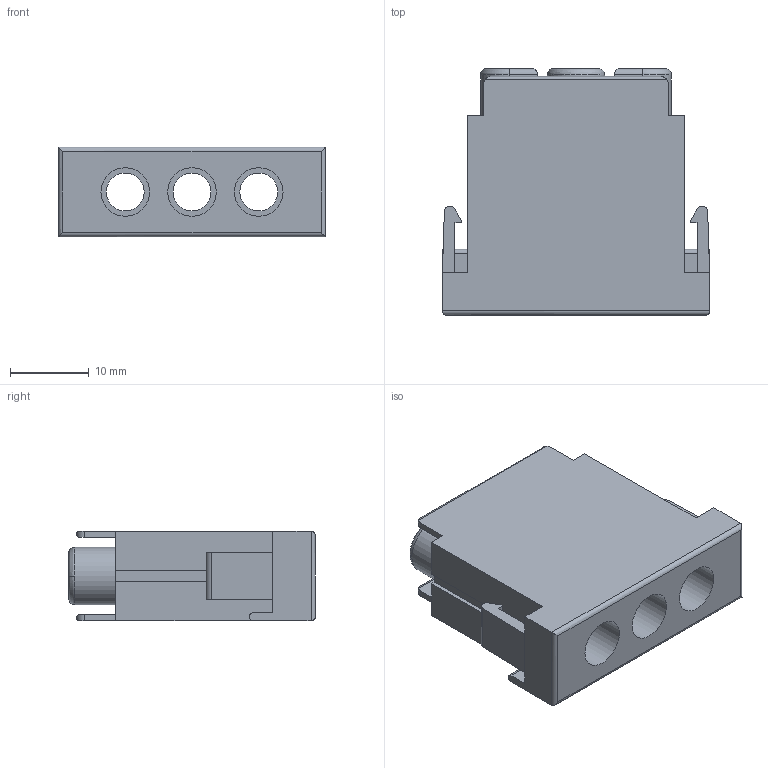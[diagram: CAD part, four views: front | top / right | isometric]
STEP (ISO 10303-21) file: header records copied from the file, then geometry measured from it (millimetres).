
FILE_DESCRIPTION(/* description */ (''),/* implementation_level */ '2;1');
FILE_NAME(/* name */ 'c3d_c146 a03 501 e8n.stp',/* time_stamp */ '2018-04-13T12:43:55+02:00',/* author */ (''),/* organization */ (''),/* preprocessor_version */ 'ST-DEVELOPER v16',/* originating_system */ 'SIEMENS PLM Software NX 11.0',/* authorisation */ '');
FILE_SCHEMA (('AP203_CONFIGURATION_CONTROLLED_3D_DESIGN_OF_MECHANICAL_PARTS_AND_ASSEMBLIES_MIM_LF { 1 0 10303 403 2 1 2}'));
Length unit declared in the file: millimetre
Products named in the file (1): c146 a03 501 e8nxm001-06
Bounding box: 34 x 31.4 x 11.4 mm (x, y, z)
Volume: 6834.4 mm3; surface area: 5701.1 mm2
Topology: 1 solids, 1 shells, 91 faces, 234 edges, 154 vertices
Faces by surface type: plane 55, cylinder 32, bspline 4
Full cylindrical faces by diameter (mm): 4.82 x3, 5.3 x3, 6.175 x3, 7.3 x1
Entity records: 3546 total; most frequent: CARTESIAN_POINT 661, ORIENTED_EDGE 434, DIRECTION 428, EDGE_CURVE 217, LINE 150, VECTOR 150, VERTEX_POINT 148, AXIS2_PLACEMENT_3D 139
